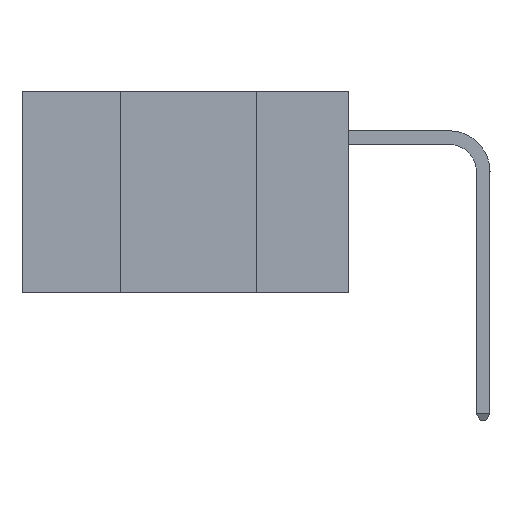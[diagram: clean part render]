
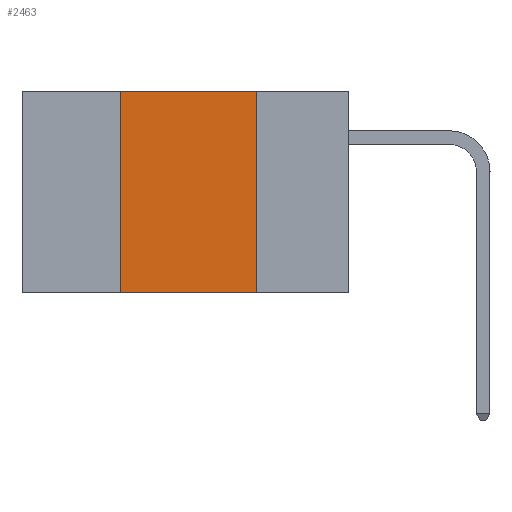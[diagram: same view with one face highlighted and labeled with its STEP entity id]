
A CAD part, left-side view. The second image highlights one B-rep face of the part: STEP entity #2463.
In plain terms, the highlighted planar face has unit normal (-1, 0, 0).
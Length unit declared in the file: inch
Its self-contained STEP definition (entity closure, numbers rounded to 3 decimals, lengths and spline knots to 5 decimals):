
#576 = VERTEX_POINT ( 'NONE', #15441 ) ;
#993 = DIRECTION ( 'NONE',  ( 0., 0., -1. ) ) ;
#1149 = EDGE_CURVE ( 'NONE', #12156, #7868, #13862, .T. ) ;
#1400 = CARTESIAN_POINT ( 'NONE',  ( 0., 0.42, 0. ) ) ;
#1905 = CARTESIAN_POINT ( 'NONE',  ( 0., 0.17, 0. ) ) ;
#2083 = DIRECTION ( 'NONE',  ( 0., -1., 0. ) ) ;
#2463 = ADVANCED_FACE ( 'NONE', ( #8914 ), #19507, .F. ) ;
#2634 = VERTEX_POINT ( 'NONE', #1400 ) ;
#2668 = LINE ( 'NONE', #3433, #12785 ) ;
#3433 = CARTESIAN_POINT ( 'NONE',  ( 0., 0.6, 0. ) ) ;
#3932 = DIRECTION ( 'NONE',  ( 0., 0., -1. ) ) ;
#4056 = VECTOR ( 'NONE', #3932, 39.37008 ) ;
#4197 = LINE ( 'NONE', #21596, #23054 ) ;
#5299 = DIRECTION ( 'NONE',  ( 0., -1., 0. ) ) ;
#5334 = EDGE_LOOP ( 'NONE', ( #10530, #15389, #9946, #22738 ) ) ;
#5887 = CARTESIAN_POINT ( 'NONE',  ( 0., 0.17, 0. ) ) ;
#6592 = EDGE_CURVE ( 'NONE', #576, #7868, #4197, .T. ) ;
#7868 = VERTEX_POINT ( 'NONE', #8097 ) ;
#8097 = CARTESIAN_POINT ( 'NONE',  ( 0., 0.17, -0.37 ) ) ;
#8914 = FACE_OUTER_BOUND ( 'NONE', #5334, .T. ) ;
#9946 = ORIENTED_EDGE ( 'NONE', *, *, #16435, .F. ) ;
#10349 = CARTESIAN_POINT ( 'NONE',  ( 0., 0.42, 0. ) ) ;
#10530 = ORIENTED_EDGE ( 'NONE', *, *, #1149, .F. ) ;
#12156 = VERTEX_POINT ( 'NONE', #1905 ) ;
#12785 = VECTOR ( 'NONE', #5299, 39.37008 ) ;
#13859 = CARTESIAN_POINT ( 'NONE',  ( 0., 0.6, 0. ) ) ;
#13862 = LINE ( 'NONE', #5887, #4056 ) ;
#15389 = ORIENTED_EDGE ( 'NONE', *, *, #18431, .F. ) ;
#15441 = CARTESIAN_POINT ( 'NONE',  ( 0., 0.42, -0.37 ) ) ;
#15801 = AXIS2_PLACEMENT_3D ( 'NONE', #13859, #17588, #993 ) ;
#16435 = EDGE_CURVE ( 'NONE', #576, #2634, #18749, .T. ) ;
#17588 = DIRECTION ( 'NONE',  ( 1., 0., 0. ) ) ;
#18169 = VECTOR ( 'NONE', #19417, 39.37008 ) ;
#18431 = EDGE_CURVE ( 'NONE', #2634, #12156, #2668, .T. ) ;
#18749 = LINE ( 'NONE', #10349, #18169 ) ;
#19417 = DIRECTION ( 'NONE',  ( 0., 0., 1. ) ) ;
#19507 = PLANE ( 'NONE',  #15801 ) ;
#21596 = CARTESIAN_POINT ( 'NONE',  ( 0., 0.6, -0.37 ) ) ;
#22738 = ORIENTED_EDGE ( 'NONE', *, *, #6592, .T. ) ;
#23054 = VECTOR ( 'NONE', #2083, 39.37008 ) ;
